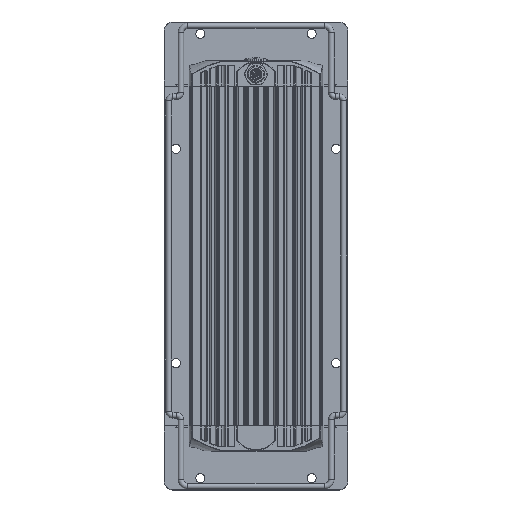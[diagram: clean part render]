
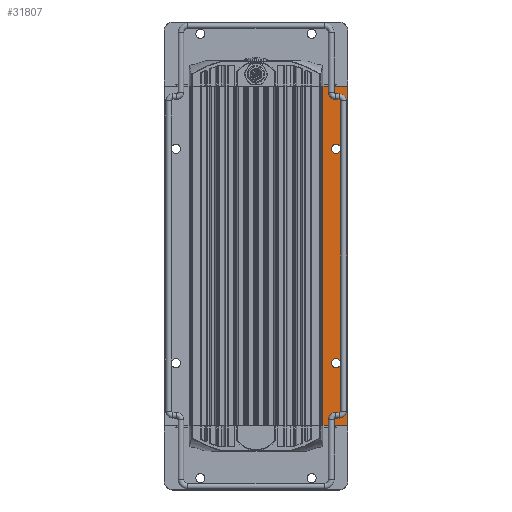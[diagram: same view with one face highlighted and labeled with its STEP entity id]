
A CAD part, front view. The second image highlights one B-rep face of the part: STEP entity #31807.
In plain terms, the highlighted planar face has unit normal (0, -1, 0).
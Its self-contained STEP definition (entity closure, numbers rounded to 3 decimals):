
#520=FACE_BOUND('',#3678,.T.);
#521=FACE_BOUND('',#3679,.T.);
#1144=PLANE('',#33963);
#1901=FACE_OUTER_BOUND('',#3677,.T.);
#3677=EDGE_LOOP('',(#21271,#21272,#21273,#21274));
#3678=EDGE_LOOP('',(#21275));
#3679=EDGE_LOOP('',(#21276));
#5467=LINE('',#45920,#8044);
#5850=LINE('',#47189,#8427);
#6161=LINE('',#47821,#8738);
#6162=LINE('',#47822,#8739);
#8044=VECTOR('',#36891,1000.);
#8427=VECTOR('',#37738,1000.);
#8738=VECTOR('',#38423,1000.);
#8739=VECTOR('',#38424,1000.);
#10546=CIRCLE('',#33473,3.25);
#10548=CIRCLE('',#33476,3.25);
#12151=VERTEX_POINT('',#45641);
#12153=VERTEX_POINT('',#45647);
#12281=VERTEX_POINT('',#45917);
#12282=VERTEX_POINT('',#45919);
#12887=VERTEX_POINT('',#47186);
#12888=VERTEX_POINT('',#47188);
#15158=EDGE_CURVE('',#12151,#12151,#10546,.T.);
#15161=EDGE_CURVE('',#12153,#12153,#10548,.T.);
#15292=EDGE_CURVE('',#12281,#12282,#5467,.T.);
#15914=EDGE_CURVE('',#12888,#12887,#5850,.T.);
#16287=EDGE_CURVE('',#12887,#12282,#6161,.T.);
#16288=EDGE_CURVE('',#12281,#12888,#6162,.T.);
#21271=ORIENTED_EDGE('',*,*,#15914,.T.);
#21272=ORIENTED_EDGE('',*,*,#16287,.T.);
#21273=ORIENTED_EDGE('',*,*,#15292,.F.);
#21274=ORIENTED_EDGE('',*,*,#16288,.T.);
#21275=ORIENTED_EDGE('',*,*,#15158,.F.);
#21276=ORIENTED_EDGE('',*,*,#15161,.F.);
#31807=ADVANCED_FACE('',(#1901,#520,#521),#1144,.T.);
#33473=AXIS2_PLACEMENT_3D('',#45642,#36672,#36673);
#33476=AXIS2_PLACEMENT_3D('',#45648,#36679,#36680);
#33963=AXIS2_PLACEMENT_3D('',#47820,#38421,#38422);
#36672=DIRECTION('center_axis',(0.,-1.,0.));
#36673=DIRECTION('ref_axis',(0.,0.,-1.));
#36679=DIRECTION('center_axis',(0.,-1.,0.));
#36680=DIRECTION('ref_axis',(0.,0.,-1.));
#36891=DIRECTION('',(-1.,0.,0.));
#37738=DIRECTION('',(-1.,0.,0.));
#38421=DIRECTION('center_axis',(0.,-1.,0.));
#38422=DIRECTION('ref_axis',(0.,0.,-1.));
#38423=DIRECTION('',(0.,0.,-1.));
#38424=DIRECTION('',(0.,0.,1.));
#45641=CARTESIAN_POINT('',(54.67,16.723,350.76));
#45642=CARTESIAN_POINT('Origin',(54.67,16.723,354.01));
#45647=CARTESIAN_POINT('',(54.67,16.723,196.76));
#45648=CARTESIAN_POINT('Origin',(54.67,16.723,200.01));
#45917=CARTESIAN_POINT('',(62.87,16.723,155.01));
#45919=CARTESIAN_POINT('',(45.27,16.723,155.01));
#45920=CARTESIAN_POINT('',(63.17,16.723,155.01));
#47186=CARTESIAN_POINT('',(45.27,16.723,399.01));
#47188=CARTESIAN_POINT('',(62.87,16.723,399.01));
#47189=CARTESIAN_POINT('',(63.17,16.723,399.01));
#47820=CARTESIAN_POINT('Origin',(63.17,16.723,417.456));
#47821=CARTESIAN_POINT('',(45.27,16.723,155.01));
#47822=CARTESIAN_POINT('',(62.87,16.723,417.456));
